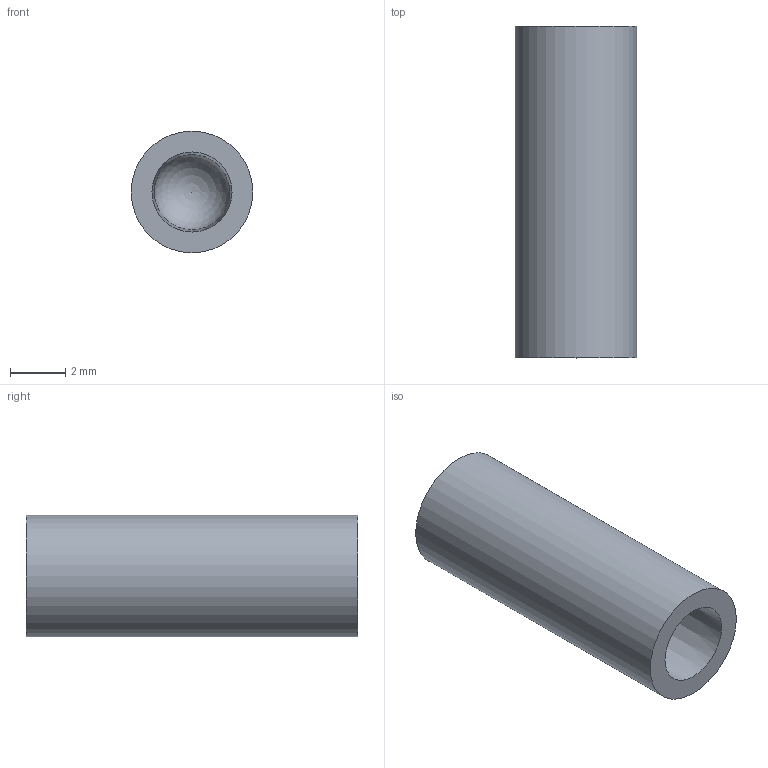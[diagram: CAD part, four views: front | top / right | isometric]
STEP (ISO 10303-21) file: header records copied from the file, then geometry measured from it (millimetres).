
FILE_DESCRIPTION(/* description */ ('STEP AP214'),/* implementation_level */ '2;1');
FILE_NAME(/* name */ '6213_CV-PK-3-B',/* time_stamp */ '2024-08-09T16:08:31+02:00',/* author */ ('License CC BY-ND 4.0'),/* organization */ ('CADENAS'),/* preprocessor_version */ 'ST-DEVELOPER v19.3',/* originating_system */ 'PARTsolutions',/* authorisation */ ' ');
FILE_SCHEMA (('AUTOMOTIVE_DESIGN {1 0 10303 214 3 1 1}'));
Length unit declared in the file: millimetre
Products named in the file (1): 6213 CV-PK-3-B
Bounding box: 4.4 x 12 x 4.4 mm (x, y, z)
Volume: 120.5 mm3; surface area: 281.7 mm2
Topology: 1 solids, 1 shells, 5 faces, 9 edges, 6 vertices
Faces by surface type: plane 2, cylinder 1, cone 1, sphere 1
Full cylindrical faces by diameter (mm): 4.4 x1
Entity records: 124 total; most frequent: DIRECTION 20, CARTESIAN_POINT 14, AXIS2_PLACEMENT_3D 10, ORIENTED_EDGE 8, EDGE_LOOP 8, FACE_BOUND 8, ADVANCED_FACE 5, EDGE_CURVE 4
